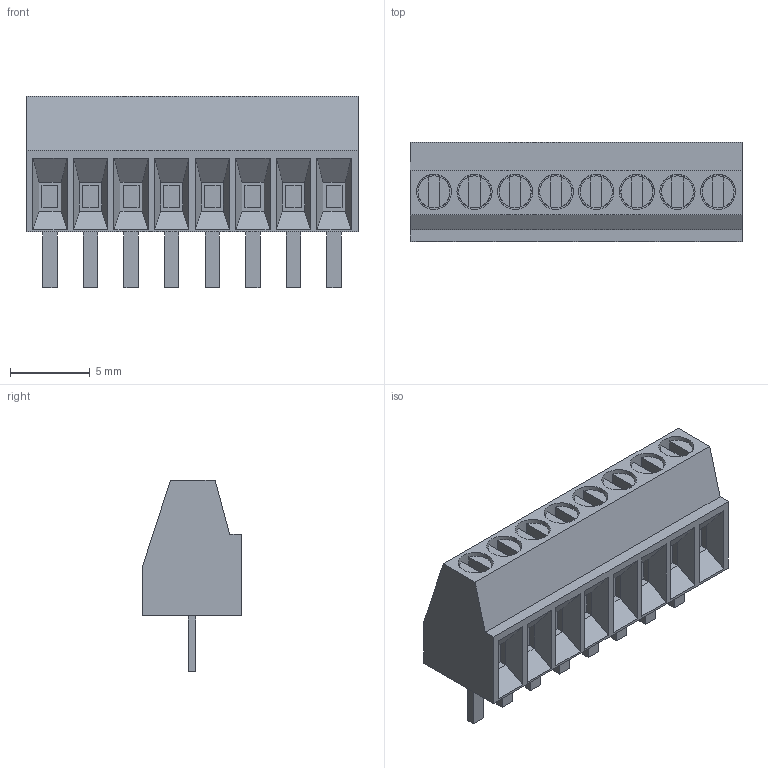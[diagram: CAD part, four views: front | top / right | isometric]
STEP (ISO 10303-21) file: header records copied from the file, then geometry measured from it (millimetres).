
FILE_DESCRIPTION(/* description */ ('model of TerminalBlock_Phoenix_MPT-0,5-8-2.54_1x08_P2.54mm_Horizontal'),/* implementation_level */ '2;1');
FILE_NAME(/* name */ 'TerminalBlock_Phoenix_MPT-0,5-8-2.54_1x08_P2.54mm_Horizontal.step',/* time_stamp */ '2020-05-14T18:31:28',/* author */ ('kicad StepUp','ksu'),/* organization */ ('FreeCAD'),/* preprocessor_version */ 'OCC',/* originating_system */ 'kicad StepUp',/* authorisation */ '');
FILE_SCHEMA(('AUTOMOTIVE_DESIGN { 1 0 10303 214 1 1 1 1 }'));
Length unit declared in the file: millimetre
Products named in the file (1): TerminalBlock_Phoenix_MPT_05_8_254_1x08_P254mm_Horizontal
Bounding box: 20.78 x 6.2 x 12 mm (x, y, z)
Volume: 775.3 mm3; surface area: 1609.5 mm2
Topology: 1 solids, 1 shells, 281 faces, 677 edges, 430 vertices
Faces by surface type: plane 233, bspline 32, cylinder 16
Full cylindrical faces by diameter (mm): 2 x8, 2.2 x8
Entity records: 18676 total; most frequent: CARTESIAN_POINT 3207, DIRECTION 2411, LINE 1551, VECTOR 1551, ORIENTED_EDGE 1354, PCURVE 1354, DEFINITIONAL_REPRESENTATION 1354, EDGE_CURVE 677
